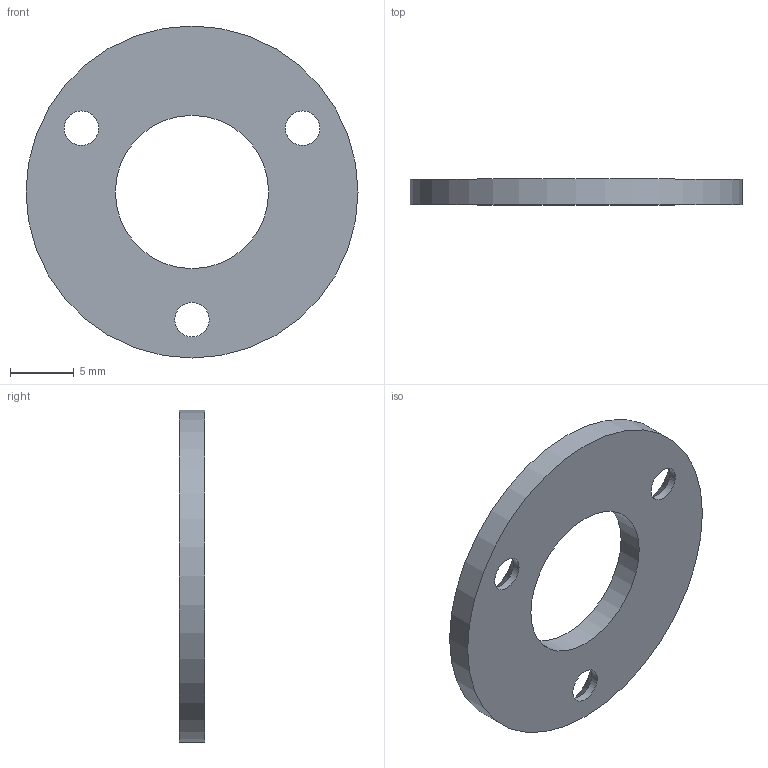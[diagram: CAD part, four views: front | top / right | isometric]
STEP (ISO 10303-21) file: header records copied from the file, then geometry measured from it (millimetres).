
FILE_DESCRIPTION(/* description */ (''),/* implementation_level */ '2;1');
FILE_NAME(/* name */ 'Deckel v1.step',/* time_stamp */ '2020-01-21T23:15:01+01:00',/* author */ (''),/* organization */ (''),/* preprocessor_version */ 'ST-DEVELOPER v18',/* originating_system */ 'Autodesk Translation Framework v8.6.0.1094',/* authorisation */ '');
FILE_SCHEMA (('AUTOMOTIVE_DESIGN { 1 0 10303 214 3 1 1 }'));
Length unit declared in the file: millimetre
Products named in the file (1): Deckel
Bounding box: 26 x 2 x 26 mm (x, y, z)
Volume: 767.8 mm3; surface area: 1077.7 mm2
Topology: 1 solids, 1 shells, 10 faces, 33 edges, 25 vertices
Faces by surface type: cylinder 5, cone 3, plane 2
Full cylindrical faces by diameter (mm): 2.7 x3, 12 x1, 26 x1
Entity records: 443 total; most frequent: DIRECTION 80, CARTESIAN_POINT 69, ORIENTED_EDGE 66, AXIS2_PLACEMENT_3D 36, EDGE_CURVE 33, CIRCLE 25, VERTEX_POINT 25, EDGE_LOOP 18
